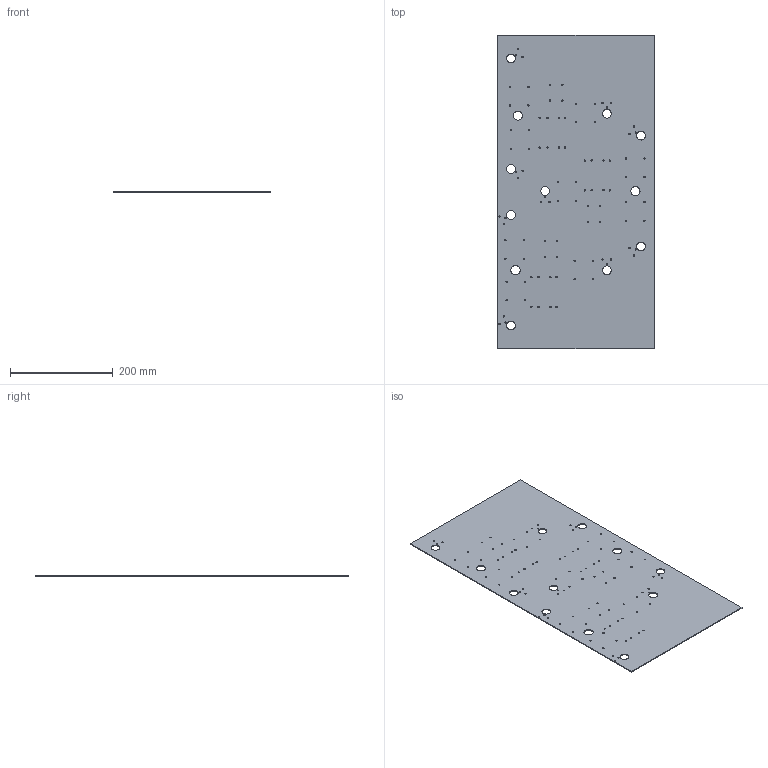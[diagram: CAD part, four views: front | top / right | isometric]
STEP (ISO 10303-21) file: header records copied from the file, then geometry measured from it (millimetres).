
FILE_DESCRIPTION(/* description */ (''),/* implementation_level */ '2;1');
FILE_NAME(/* name */ 'Ver3_design(60,60,60)_3frames.stp',/* time_stamp */ '2016-04-11T01:54:00-04:00',/* author */ ('Raghu Velagala'),/* organization */ (''),/* preprocessor_version */ 'ST-DEVELOPER v16.1',/* originating_system */ 'Autodesk Inventor 2016',/* authorisation */ '');
FILE_SCHEMA (('AUTOMOTIVE_DESIGN { 1 0 10303 214 3 1 1 }'));
Length unit declared in the file: inch
Products named in the file (1): Ver3_design(60,60,60)_3frames
Bounding box: 304.8 x 609.6 x 1.6 mm (x, y, z)
Volume: 292058.7 mm3; surface area: 370239.1 mm2
Topology: 1 solids, 1 shells, 117 faces, 514 edges, 457 vertices
Faces by surface type: cylinder 111, plane 6
Full cylindrical faces by diameter (mm): 2.5 x99, 17 x9, 18 x3
Entity records: 4379 total; most frequent: CARTESIAN_POINT 756, DIRECTION 750, ORIENTED_EDGE 468, EDGE_LOOP 450, AXIS2_PLACEMENT_3D 340, FACE_BOUND 333, EDGE_CURVE 234, VERTEX_POINT 230
